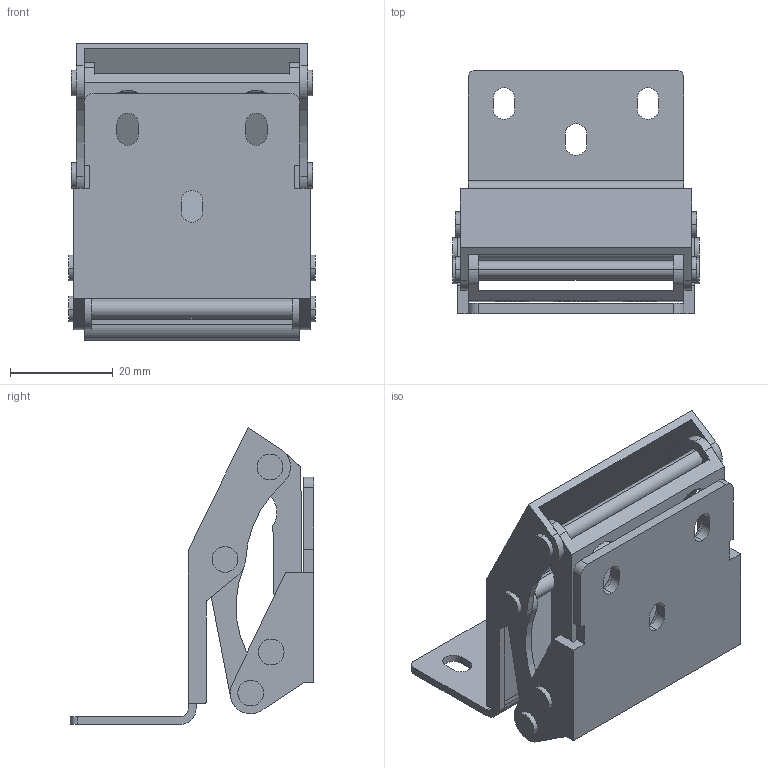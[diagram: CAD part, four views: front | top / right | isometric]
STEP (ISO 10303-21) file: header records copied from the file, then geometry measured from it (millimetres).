
FILE_DESCRIPTION (( 'STEP AP203' ), '1' );
FILE_NAME ('sone3D.STEP', '2016-11-18T04:31:00', ( '' ), ( '' ), 'SwSTEP 2.0', 'SolidWorks 2014', '' );
FILE_SCHEMA (( 'CONFIG_CONTROL_DESIGN' ));
Length unit declared in the file: millimetre
Products named in the file (7): B-1404-A-3僕儑僀儞僩2_; B-1404-A-3僕儑僀儞僩1_; B-1404-A-3僽儔働僢僩2_; B-1404-A-3僺儞A_; B-1404-A-3僺儞B_; sone3D; B-1404-A-3僽儔働僢僩1_
Assembly tree (8 placements, depth 2):
  sone3D
    B-1404-A-3僽儔働僢僩1_
    B-1404-A-3僕儑僀儞僩2_
    B-1404-A-3僕儑僀儞僩1_
    B-1404-A-3僽儔働僢僩2_
    B-1404-A-3僺儞A_  x2
    B-1404-A-3僺儞B_  x2
Bounding box: 48 x 47.43 x 57.72 mm (x, y, z)
Volume: 17392.8 mm3; surface area: 22858.4 mm2
Topology: 8 solids, 8 shells, 213 faces, 565 edges, 376 vertices
Faces by surface type: cylinder 117, plane 96
Entity records: 7102 total; most frequent: DIRECTION 1147, CARTESIAN_POINT 1085, ORIENTED_EDGE 1058, EDGE_CURVE 529, AXIS2_PLACEMENT_3D 414, VERTEX_POINT 352, LINE 319, VECTOR 319
